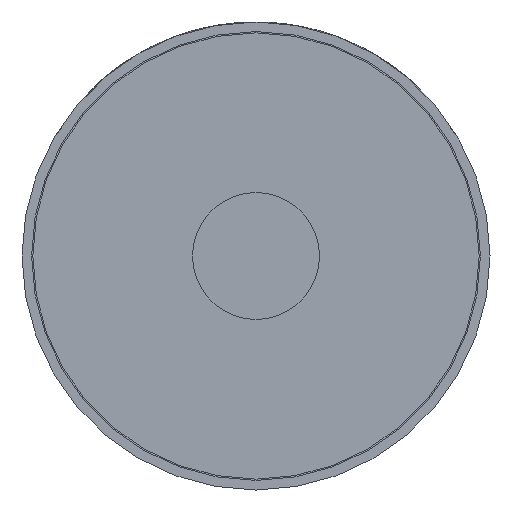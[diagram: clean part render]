
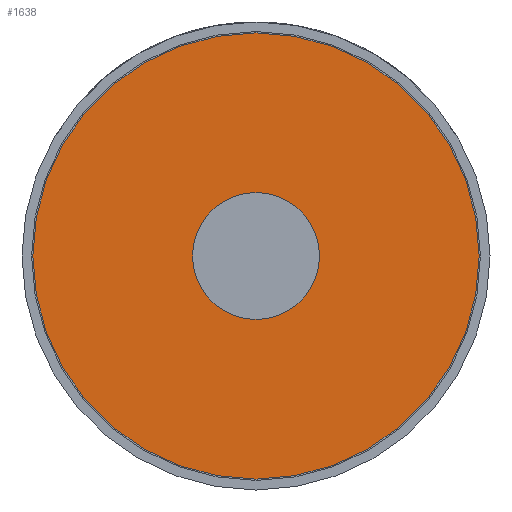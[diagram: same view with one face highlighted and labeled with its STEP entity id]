
A CAD part, front view. The second image highlights one B-rep face of the part: STEP entity #1638.
In plain terms, the highlighted planar face has unit normal (0, -1, 0).
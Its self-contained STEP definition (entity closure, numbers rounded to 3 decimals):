
#109 = DIRECTION ( 'NONE',  ( 0., 0., -1. ) ) ;
#114 = CIRCLE ( 'NONE', #735, 0.495 ) ;
#292 = CIRCLE ( 'NONE', #3017, 0.495 ) ;
#579 = PLANE ( 'NONE',  #2142 ) ;
#735 = AXIS2_PLACEMENT_3D ( 'NONE', #3113, #1261, #109 ) ;
#903 = CARTESIAN_POINT ( 'NONE',  ( 0.037, 0.053, 1.74 ) ) ;
#1041 = CARTESIAN_POINT ( 'NONE',  ( 0.037, 0.053, 0. ) ) ;
#1261 = DIRECTION ( 'NONE',  ( 0., 1., 0. ) ) ;
#1306 = AXIS2_PLACEMENT_3D ( 'NONE', #3032, #3727, #2619 ) ;
#1448 = CIRCLE ( 'NONE', #3644, 1.74 ) ;
#1456 = CIRCLE ( 'NONE', #1306, 1.74 ) ;
#1638 = ADVANCED_FACE ( 'Defeature ausgef�hrt1_4', ( #3272, #4363 ), #579, .T. ) ;
#1802 = DIRECTION ( 'NONE',  ( 0., 0., -1. ) ) ;
#1933 = EDGE_CURVE ( 'NONE', #3167, #4590, #114, .T. ) ;
#2142 = AXIS2_PLACEMENT_3D ( 'NONE', #1041, #3214, #4698 ) ;
#2416 = EDGE_LOOP ( 'NONE', ( #2962, #3355 ) ) ;
#2520 = DIRECTION ( 'NONE',  ( 0., 1., 0. ) ) ;
#2619 = DIRECTION ( 'NONE',  ( 0., 0., -1. ) ) ;
#2819 = DIRECTION ( 'NONE',  ( 0., 0., -1. ) ) ;
#2962 = ORIENTED_EDGE ( 'NONE', *, *, #3783, .T. ) ;
#3017 = AXIS2_PLACEMENT_3D ( 'NONE', #4713, #2520, #2819 ) ;
#3032 = CARTESIAN_POINT ( 'NONE',  ( 0.037, 0.053, 0. ) ) ;
#3113 = CARTESIAN_POINT ( 'NONE',  ( 0.037, 0.053, 0. ) ) ;
#3167 = VERTEX_POINT ( 'NONE', #4787 ) ;
#3214 = DIRECTION ( 'NONE',  ( 0., -1., 0. ) ) ;
#3272 = FACE_BOUND ( 'NONE', #4309, .T. ) ;
#3355 = ORIENTED_EDGE ( 'NONE', *, *, #4615, .T. ) ;
#3460 = ORIENTED_EDGE ( 'NONE', *, *, #4501, .T. ) ;
#3600 = CARTESIAN_POINT ( 'NONE',  ( 0.037, 0.053, 0.495 ) ) ;
#3613 = CARTESIAN_POINT ( 'NONE',  ( 0.037, 0.053, 0. ) ) ;
#3644 = AXIS2_PLACEMENT_3D ( 'NONE', #3613, #3956, #1802 ) ;
#3683 = VERTEX_POINT ( 'NONE', #903 ) ;
#3727 = DIRECTION ( 'NONE',  ( 0., -1., 0. ) ) ;
#3751 = VERTEX_POINT ( 'NONE', #4770 ) ;
#3783 = EDGE_CURVE ( 'NONE', #3751, #3683, #1448, .T. ) ;
#3956 = DIRECTION ( 'NONE',  ( 0., -1., 0. ) ) ;
#4309 = EDGE_LOOP ( 'NONE', ( #3460, #4511 ) ) ;
#4363 = FACE_OUTER_BOUND ( 'NONE', #2416, .T. ) ;
#4501 = EDGE_CURVE ( 'NONE', #4590, #3167, #292, .T. ) ;
#4511 = ORIENTED_EDGE ( 'NONE', *, *, #1933, .T. ) ;
#4590 = VERTEX_POINT ( 'NONE', #3600 ) ;
#4615 = EDGE_CURVE ( 'NONE', #3683, #3751, #1456, .T. ) ;
#4698 = DIRECTION ( 'NONE',  ( 0., 0., -1. ) ) ;
#4713 = CARTESIAN_POINT ( 'NONE',  ( 0.037, 0.053, 0. ) ) ;
#4770 = CARTESIAN_POINT ( 'NONE',  ( 0.037, 0.053, -1.74 ) ) ;
#4787 = CARTESIAN_POINT ( 'NONE',  ( 0.037, 0.053, -0.495 ) ) ;
